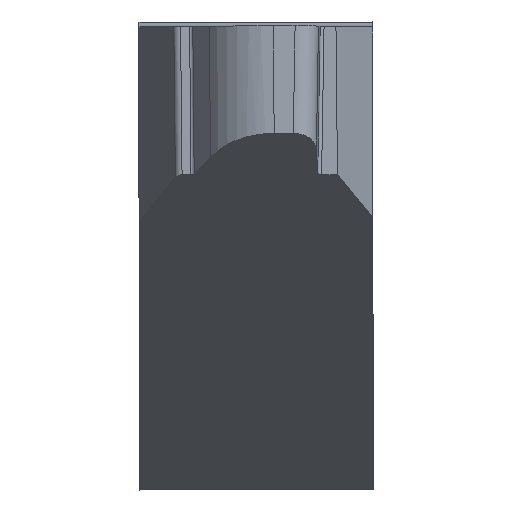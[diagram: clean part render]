
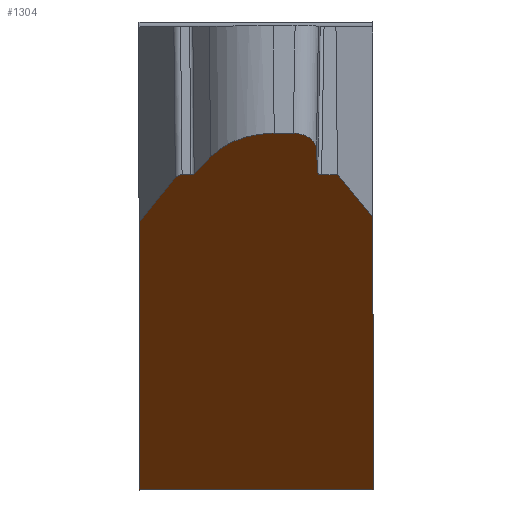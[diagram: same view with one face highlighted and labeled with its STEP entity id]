
A CAD part, front view. The second image highlights one B-rep face of the part: STEP entity #1304.
In plain terms, the highlighted planar face has unit normal (0, -0.574, -0.819).
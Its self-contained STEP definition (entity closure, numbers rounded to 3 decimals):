
#208=CARTESIAN_POINT('',(0.,6.554,-6.));
#209=VERTEX_POINT('',#208);
#220=CARTESIAN_POINT('',(0.,1.66,-2.573));
#221=DIRECTION('',(0.,0.819,-0.574));
#222=VECTOR('',#221,5.974);
#223=LINE('',#220,#222);
#224=CARTESIAN_POINT('',(0.,1.66,-2.573));
#225=VERTEX_POINT('',#224);
#226=EDGE_CURVE('',#225,#209,#223,.T.);
#318=CARTESIAN_POINT('',(0.466,0.834,-1.995));
#319=DIRECTION('',(-0.419,0.744,-0.521));
#320=VECTOR('',#319,1.111);
#321=LINE('',#318,#320);
#322=CARTESIAN_POINT('',(0.466,0.834,-1.995));
#323=VERTEX_POINT('',#322);
#324=EDGE_CURVE('',#323,#225,#321,.T.);
#390=CARTESIAN_POINT('',(0.466,0.834,-1.995));
#391=CARTESIAN_POINT('',(0.484,0.802,-1.972));
#392=CARTESIAN_POINT('',(0.515,0.783,-1.959));
#393=CARTESIAN_POINT('',(0.552,0.783,-1.959));
#394=(BOUNDED_CURVE()B_SPLINE_CURVE(3,(#390,#391,#392,#393),.UNSPECIFIED.,.F.,.F.)B_SPLINE_CURVE_WITH_KNOTS((4,4),(0.,1.),.UNSPECIFIED.)CURVE()GEOMETRIC_REPRESENTATION_ITEM()RATIONAL_B_SPLINE_CURVE((1.,0.911,0.911,1.))REPRESENTATION_ITEM(''));
#395=CARTESIAN_POINT('',(0.552,0.783,-1.959));
#396=VERTEX_POINT('',#395);
#397=EDGE_CURVE('',#323,#396,#394,.T.);
#437=CARTESIAN_POINT('',(0.666,0.783,-1.959));
#438=DIRECTION('',(-1.,0.,0.));
#439=VECTOR('',#438,0.114);
#440=LINE('',#437,#439);
#441=CARTESIAN_POINT('',(0.666,0.783,-1.959));
#442=VERTEX_POINT('',#441);
#443=EDGE_CURVE('',#442,#396,#440,.T.);
#512=CARTESIAN_POINT('',(0.707,0.762,-1.944));
#513=VERTEX_POINT('',#512);
#526=CARTESIAN_POINT('',(0.666,0.783,-1.959));
#527=CARTESIAN_POINT('',(0.683,0.783,-1.959));
#528=CARTESIAN_POINT('',(0.698,0.775,-1.954));
#529=CARTESIAN_POINT('',(0.707,0.762,-1.944));
#530=(BOUNDED_CURVE()B_SPLINE_CURVE(3,(#526,#527,#528,#529),.UNSPECIFIED.,.F.,.F.)B_SPLINE_CURVE_WITH_KNOTS((4,4),(0.,1.),.UNSPECIFIED.)CURVE()GEOMETRIC_REPRESENTATION_ITEM()RATIONAL_B_SPLINE_CURVE((1.,0.925,0.925,1.))REPRESENTATION_ITEM(''));
#531=EDGE_CURVE('',#442,#513,#530,.T.);
#581=CARTESIAN_POINT('',(0.917,0.456,-1.73));
#582=DIRECTION('',(-0.49,0.714,-0.5));
#583=VECTOR('',#582,0.428);
#584=LINE('',#581,#583);
#585=CARTESIAN_POINT('',(0.917,0.456,-1.73));
#586=VERTEX_POINT('',#585);
#587=EDGE_CURVE('',#586,#513,#584,.T.);
#678=CARTESIAN_POINT('',(0.917,0.456,-1.73));
#679=CARTESIAN_POINT('',(1.106,0.18,-1.537));
#680=CARTESIAN_POINT('',(1.4,0.024,-1.428));
#681=CARTESIAN_POINT('',(1.733,0.024,-1.428));
#682=(BOUNDED_CURVE()B_SPLINE_CURVE(3,(#678,#679,#680,#681),.UNSPECIFIED.,.F.,.F.)B_SPLINE_CURVE_WITH_KNOTS((4,4),(0.,1.),.UNSPECIFIED.)CURVE()GEOMETRIC_REPRESENTATION_ITEM()RATIONAL_B_SPLINE_CURVE((1.,0.925,0.925,1.))REPRESENTATION_ITEM(''));
#683=CARTESIAN_POINT('',(1.733,0.024,-1.428));
#684=VERTEX_POINT('',#683);
#685=EDGE_CURVE('',#586,#684,#682,.T.);
#750=CARTESIAN_POINT('',(1.733,0.024,-1.428));
#751=DIRECTION('',(1.,0.,0.));
#752=VECTOR('',#751,0.245);
#753=LINE('',#750,#752);
#754=CARTESIAN_POINT('',(1.978,0.024,-1.428));
#755=VERTEX_POINT('',#754);
#756=EDGE_CURVE('',#684,#755,#753,.T.);
#796=CARTESIAN_POINT('',(1.978,0.024,-1.428));
#797=CARTESIAN_POINT('',(2.147,0.024,-1.428));
#798=CARTESIAN_POINT('',(2.268,0.141,-1.51));
#799=CARTESIAN_POINT('',(2.274,0.312,-1.629));
#800=(BOUNDED_CURVE()B_SPLINE_CURVE(3,(#796,#797,#798,#799),.UNSPECIFIED.,.F.,.F.)B_SPLINE_CURVE_WITH_KNOTS((4,4),(0.,1.),.UNSPECIFIED.)CURVE()GEOMETRIC_REPRESENTATION_ITEM()RATIONAL_B_SPLINE_CURVE((1.,0.817,0.817,1.))REPRESENTATION_ITEM(''));
#801=CARTESIAN_POINT('',(2.274,0.312,-1.629));
#802=VERTEX_POINT('',#801);
#803=EDGE_CURVE('',#755,#802,#800,.T.);
#869=CARTESIAN_POINT('',(2.292,0.735,-1.926));
#870=DIRECTION('',(-0.033,-0.819,0.573));
#871=VECTOR('',#870,0.517);
#872=LINE('',#869,#871);
#873=CARTESIAN_POINT('',(2.292,0.735,-1.926));
#874=VERTEX_POINT('',#873);
#875=EDGE_CURVE('',#874,#802,#872,.T.);
#944=CARTESIAN_POINT('',(2.341,0.783,-1.959));
#945=VERTEX_POINT('',#944);
#958=CARTESIAN_POINT('',(2.292,0.735,-1.926));
#959=CARTESIAN_POINT('',(2.293,0.764,-1.945));
#960=CARTESIAN_POINT('',(2.313,0.783,-1.959));
#961=CARTESIAN_POINT('',(2.341,0.783,-1.959));
#962=(BOUNDED_CURVE()B_SPLINE_CURVE(3,(#958,#959,#960,#961),.UNSPECIFIED.,.F.,.F.)B_SPLINE_CURVE_WITH_KNOTS((4,4),(0.,1.),.UNSPECIFIED.)CURVE()GEOMETRIC_REPRESENTATION_ITEM()RATIONAL_B_SPLINE_CURVE((1.,0.817,0.817,1.))REPRESENTATION_ITEM(''));
#963=EDGE_CURVE('',#874,#945,#962,.T.);
#1013=CARTESIAN_POINT('',(2.544,0.783,-1.959));
#1014=DIRECTION('',(-1.,0.,0.));
#1015=VECTOR('',#1014,0.203);
#1016=LINE('',#1013,#1015);
#1017=CARTESIAN_POINT('',(2.544,0.783,-1.959));
#1018=VERTEX_POINT('',#1017);
#1019=EDGE_CURVE('',#1018,#945,#1016,.T.);
#1109=CARTESIAN_POINT('',(3.,1.573,-2.512));
#1110=DIRECTION('',(-0.428,-0.741,0.519));
#1111=VECTOR('',#1110,1.066);
#1112=LINE('',#1109,#1111);
#1113=CARTESIAN_POINT('',(3.,1.573,-2.512));
#1114=VERTEX_POINT('',#1113);
#1115=EDGE_CURVE('',#1114,#1018,#1112,.T.);
#1150=CARTESIAN_POINT('',(1.1,2.782,-3.359));
#1151=DIRECTION('',(0.,0.574,0.819));
#1152=DIRECTION('',(0.,-0.47,0.329));
#1153=AXIS2_PLACEMENT_3D('',#1150,#1151,#1152);
#1154=PLANE('',#1153);
#1155=ORIENTED_EDGE('Edge 232',*,*,#397,.F.);
#1164=ORIENTED_EDGE('Edge 237',*,*,#443,.T.);
#1173=ORIENTED_EDGE('Edge 242',*,*,#531,.F.);
#1182=ORIENTED_EDGE('Edge 247',*,*,#587,.T.);
#1191=ORIENTED_EDGE('Edge 252',*,*,#685,.F.);
#1200=ORIENTED_EDGE('Edge 257',*,*,#756,.F.);
#1209=ORIENTED_EDGE('Edge 262',*,*,#803,.F.);
#1218=ORIENTED_EDGE('Edge 267',*,*,#875,.T.);
#1227=ORIENTED_EDGE('Edge 272',*,*,#963,.F.);
#1236=ORIENTED_EDGE('Edge 277',*,*,#1019,.T.);
#1245=ORIENTED_EDGE('Edge 282',*,*,#1115,.T.);
#1254=CARTESIAN_POINT('',(3.,1.573,-2.512));
#1255=DIRECTION('',(0.,0.819,-0.574));
#1256=VECTOR('',#1255,6.081);
#1257=LINE('',#1254,#1256);
#1258=CARTESIAN_POINT('',(3.,6.554,-6.));
#1259=VERTEX_POINT('',#1258);
#1260=EDGE_CURVE('',#1114,#1259,#1257,.T.);
#1261=ORIENTED_EDGE('Edge 166',*,*,#1260,.F.);
#1270=CARTESIAN_POINT('',(0.,6.554,-6.));
#1271=DIRECTION('',(1.,0.,0.));
#1272=VECTOR('',#1271,3.);
#1273=LINE('',#1270,#1272);
#1274=EDGE_CURVE('',#209,#1259,#1273,.T.);
#1275=ORIENTED_EDGE('Edge 292',*,*,#1274,.T.);
#1284=ORIENTED_EDGE('Edge 297',*,*,#226,.T.);
#1293=ORIENTED_EDGE('Edge 302',*,*,#324,.T.);
#1302=EDGE_LOOP('',(#1293,#1284,#1275,#1261,#1245,#1236,#1227,#1218,#1209,#1200,#1191,#1182,#1173,#1164,#1155));
#1303=FACE_OUTER_BOUND('Loop 303',#1302,.T.);
#1304=ADVANCED_FACE('Face 304',(#1303),#1154,.F.);
